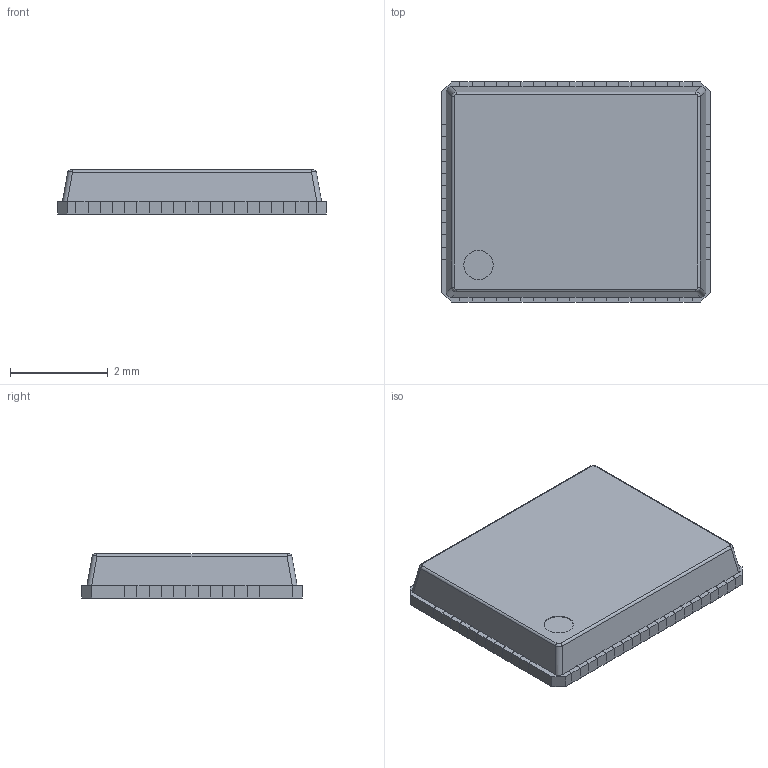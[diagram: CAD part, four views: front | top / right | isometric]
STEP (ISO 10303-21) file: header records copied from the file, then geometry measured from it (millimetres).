
FILE_DESCRIPTION(/* description */ (''),/* implementation_level */ '2;1');
FILE_NAME(/* name */ 'BGT24MTR12_VQFN32-9 v4.step',/* time_stamp */ '2019-10-19T19:34:17-05:00',/* author */ (''),/* organization */ (''),/* preprocessor_version */ 'ST-DEVELOPER v18',/* originating_system */ 'Autodesk Translation Framework v8.6.0.1094',/* authorisation */ '');
FILE_SCHEMA (('AUTOMOTIVE_DESIGN { 1 0 10303 214 3 1 1 }'));
Length unit declared in the file: millimetre
Products named in the file (31): BGT24MTR12_VQFN32-9; Component1; Component2; Component3; Component4; Component5; Component6; Component7; Component8; Component9; Component10; Component11; Component12; Component13; Component14; Component15; Component16; Component17; Component18; Component19; Component20; Component21; Component22; Component23; Component24; Component25; Component26; Component27; Component28; Component29; Component30
Assembly tree (30 placements, depth 2):
  BGT24MTR12_VQFN32-9
    Component1
    Component2
    Component3
    Component4
    Component5
    Component6
    Component7
    Component8
    Component9
    Component10
    Component11
    Component12
    Component13
    Component14
    Component15
    Component16
    Component17
    Component18
    Component19
    Component20
    Component21
    Component22
    Component23
    Component24
    Component25
    Component26
    Component27
    Component28
    Component29
    Component30
Bounding box: 5.5 x 4.5 x 0.9 mm (x, y, z)
Volume: 20.3 mm3; surface area: 122.7 mm2
Topology: 31 solids, 31 shells, 420 faces, 999 edges, 642 vertices
Faces by surface type: plane 405, cylinder 11, bspline 4
Full cylindrical faces by diameter (mm): 0.6 x1
Entity records: 12873 total; most frequent: CARTESIAN_POINT 2218, ORIENTED_EDGE 1998, DIRECTION 1979, EDGE_CURVE 999, LINE 973, VECTOR 973, VERTEX_POINT 642, AXIS2_PLACEMENT_3D 503
